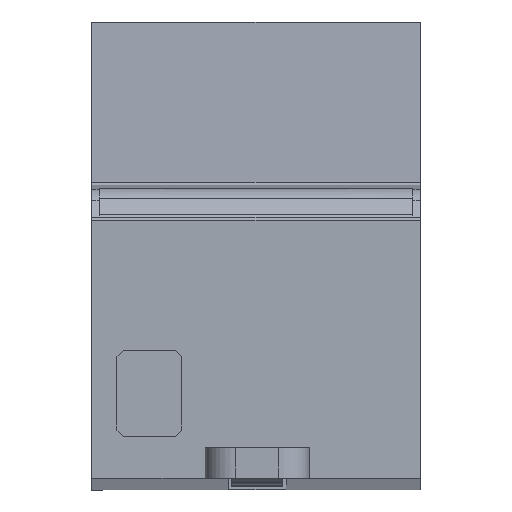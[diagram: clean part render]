
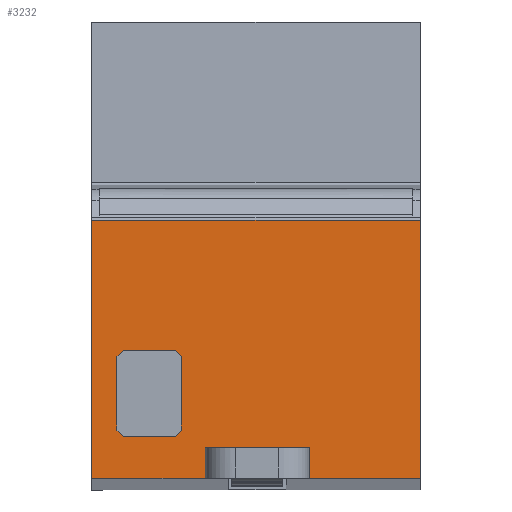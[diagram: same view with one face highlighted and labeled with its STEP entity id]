
A CAD part, front view. The second image highlights one B-rep face of the part: STEP entity #3232.
In plain terms, the highlighted planar face has unit normal (0, -1, 0).
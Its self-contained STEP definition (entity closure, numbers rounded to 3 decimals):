
#3077=AXIS2_PLACEMENT_3D('Plane Axis2P3D',#3074,#3075,#3076) ;
#1215=CARTESIAN_POINT('Vertex',(0.,7.049,1.924)) ;
#1218=CARTESIAN_POINT('Line Origine',(0.,7.049,22.977)) ;
#1222=CARTESIAN_POINT('Vertex',(0.,7.049,44.031)) ;
#1345=CARTESIAN_POINT('Vertex',(53.7,7.049,44.031)) ;
#1348=CARTESIAN_POINT('Line Origine',(53.7,7.049,22.977)) ;
#1352=CARTESIAN_POINT('Vertex',(53.7,7.049,1.924)) ;
#2606=CARTESIAN_POINT('Vertex',(31.227,7.049,6.925)) ;
#2620=CARTESIAN_POINT('Vertex',(22.827,7.049,6.925)) ;
#2623=CARTESIAN_POINT('Line Origine',(21.499,7.049,6.925)) ;
#2627=CARTESIAN_POINT('Vertex',(20.171,7.049,6.925)) ;
#2882=CARTESIAN_POINT('Vertex',(33.974,7.049,6.925)) ;
#2885=CARTESIAN_POINT('Line Origine',(32.6,7.049,6.925)) ;
#3058=CARTESIAN_POINT('Vertex',(22.341,7.049,1.924)) ;
#3061=CARTESIAN_POINT('Line Origine',(11.17,7.049,1.924)) ;
#3074=CARTESIAN_POINT('Axis2P3D Location',(0.,7.049,44.031)) ;
#3079=CARTESIAN_POINT('Line Origine',(32.889,7.049,4.01)) ;
#3083=CARTESIAN_POINT('Vertex',(31.804,7.049,4.01)) ;
#3085=CARTESIAN_POINT('Vertex',(33.974,7.049,4.01)) ;
#3088=CARTESIAN_POINT('Line Origine',(31.804,7.049,2.967)) ;
#3092=CARTESIAN_POINT('Vertex',(31.804,7.049,1.924)) ;
#3095=CARTESIAN_POINT('Line Origine',(42.752,7.049,1.924)) ;
#3100=CARTESIAN_POINT('Line Origine',(26.85,7.049,44.031)) ;
#3105=CARTESIAN_POINT('Line Origine',(22.341,7.049,2.967)) ;
#3109=CARTESIAN_POINT('Vertex',(22.341,7.049,4.01)) ;
#3112=CARTESIAN_POINT('Line Origine',(21.256,7.049,4.01)) ;
#3116=CARTESIAN_POINT('Vertex',(20.171,7.049,4.01)) ;
#3119=CARTESIAN_POINT('Line Origine',(20.171,7.049,5.367)) ;
#3123=CARTESIAN_POINT('Vertex',(20.171,7.049,6.725)) ;
#3126=CARTESIAN_POINT('Line Origine',(20.171,7.049,6.825)) ;
#3131=CARTESIAN_POINT('Line Origine',(27.027,7.049,6.925)) ;
#3136=CARTESIAN_POINT('Line Origine',(33.974,7.049,6.825)) ;
#3140=CARTESIAN_POINT('Vertex',(33.974,7.049,6.725)) ;
#3143=CARTESIAN_POINT('Line Origine',(33.974,7.049,5.367)) ;
#3166=CARTESIAN_POINT('Line Origine',(14.65,7.049,15.794)) ;
#3170=CARTESIAN_POINT('Vertex',(14.65,7.049,9.794)) ;
#3172=CARTESIAN_POINT('Vertex',(14.65,7.049,21.794)) ;
#3175=CARTESIAN_POINT('Line Origine',(14.15,7.049,9.294)) ;
#3179=CARTESIAN_POINT('Vertex',(13.65,7.049,8.794)) ;
#3182=CARTESIAN_POINT('Line Origine',(9.4,7.049,8.794)) ;
#3186=CARTESIAN_POINT('Vertex',(5.15,7.049,8.794)) ;
#3189=CARTESIAN_POINT('Line Origine',(4.65,7.049,9.294)) ;
#3193=CARTESIAN_POINT('Vertex',(4.15,7.049,9.794)) ;
#3196=CARTESIAN_POINT('Line Origine',(4.15,7.049,15.794)) ;
#3200=CARTESIAN_POINT('Vertex',(4.15,7.049,21.794)) ;
#3203=CARTESIAN_POINT('Line Origine',(4.65,7.049,22.294)) ;
#3207=CARTESIAN_POINT('Vertex',(5.15,7.049,22.794)) ;
#3210=CARTESIAN_POINT('Line Origine',(9.4,7.049,22.794)) ;
#3214=CARTESIAN_POINT('Vertex',(13.65,7.049,22.794)) ;
#3217=CARTESIAN_POINT('Line Origine',(14.15,7.049,22.294)) ;
#1219=DIRECTION('Vector Direction',(0.,0.,-1.)) ;
#1349=DIRECTION('Vector Direction',(0.,0.,-1.)) ;
#2624=DIRECTION('Vector Direction',(-1.,0.,0.)) ;
#2886=DIRECTION('Vector Direction',(-1.,0.,0.)) ;
#3062=DIRECTION('Vector Direction',(1.,0.,0.)) ;
#3075=DIRECTION('Axis2P3D Direction',(0.,-1.,0.)) ;
#3076=DIRECTION('Axis2P3D XDirection',(0.,0.,-1.)) ;
#3080=DIRECTION('Vector Direction',(1.,0.,0.)) ;
#3089=DIRECTION('Vector Direction',(0.,0.,1.)) ;
#3096=DIRECTION('Vector Direction',(1.,0.,0.)) ;
#3101=DIRECTION('Vector Direction',(1.,0.,0.)) ;
#3106=DIRECTION('Vector Direction',(0.,0.,1.)) ;
#3113=DIRECTION('Vector Direction',(-1.,0.,0.)) ;
#3120=DIRECTION('Vector Direction',(0.,0.,1.)) ;
#3127=DIRECTION('Vector Direction',(0.,0.,1.)) ;
#3132=DIRECTION('Vector Direction',(-1.,0.,0.)) ;
#3137=DIRECTION('Vector Direction',(0.,0.,-1.)) ;
#3144=DIRECTION('Vector Direction',(0.,0.,-1.)) ;
#3167=DIRECTION('Vector Direction',(0.,0.,1.)) ;
#3176=DIRECTION('Vector Direction',(-0.707,0.,-0.707)) ;
#3183=DIRECTION('Vector Direction',(1.,0.,0.)) ;
#3190=DIRECTION('Vector Direction',(-0.707,0.,0.707)) ;
#3197=DIRECTION('Vector Direction',(0.,0.,-1.)) ;
#3204=DIRECTION('Vector Direction',(0.707,0.,0.707)) ;
#3211=DIRECTION('Vector Direction',(-1.,0.,0.)) ;
#3218=DIRECTION('Vector Direction',(0.707,0.,-0.707)) ;
#1220=VECTOR('Line Direction',#1219,1.) ;
#1350=VECTOR('Line Direction',#1349,1.) ;
#2625=VECTOR('Line Direction',#2624,1.) ;
#2887=VECTOR('Line Direction',#2886,1.) ;
#3063=VECTOR('Line Direction',#3062,1.) ;
#3081=VECTOR('Line Direction',#3080,1.) ;
#3090=VECTOR('Line Direction',#3089,1.) ;
#3097=VECTOR('Line Direction',#3096,1.) ;
#3102=VECTOR('Line Direction',#3101,1.) ;
#3107=VECTOR('Line Direction',#3106,1.) ;
#3114=VECTOR('Line Direction',#3113,1.) ;
#3121=VECTOR('Line Direction',#3120,1.) ;
#3128=VECTOR('Line Direction',#3127,1.) ;
#3133=VECTOR('Line Direction',#3132,1.) ;
#3138=VECTOR('Line Direction',#3137,1.) ;
#3145=VECTOR('Line Direction',#3144,1.) ;
#3168=VECTOR('Line Direction',#3167,1.) ;
#3177=VECTOR('Line Direction',#3176,1.) ;
#3184=VECTOR('Line Direction',#3183,1.) ;
#3191=VECTOR('Line Direction',#3190,1.) ;
#3198=VECTOR('Line Direction',#3197,1.) ;
#3205=VECTOR('Line Direction',#3204,1.) ;
#3212=VECTOR('Line Direction',#3211,1.) ;
#3219=VECTOR('Line Direction',#3218,1.) ;
#3149=ORIENTED_EDGE('',*,*,#3087,.F.) ;
#3150=ORIENTED_EDGE('',*,*,#3094,.F.) ;
#3151=ORIENTED_EDGE('',*,*,#3099,.T.) ;
#3152=ORIENTED_EDGE('',*,*,#1354,.F.) ;
#3153=ORIENTED_EDGE('',*,*,#3104,.F.) ;
#3154=ORIENTED_EDGE('',*,*,#1224,.F.) ;
#3155=ORIENTED_EDGE('',*,*,#3065,.T.) ;
#3156=ORIENTED_EDGE('',*,*,#3111,.F.) ;
#3157=ORIENTED_EDGE('',*,*,#3118,.T.) ;
#3158=ORIENTED_EDGE('',*,*,#3125,.F.) ;
#3159=ORIENTED_EDGE('',*,*,#3130,.F.) ;
#3160=ORIENTED_EDGE('',*,*,#2629,.F.) ;
#3161=ORIENTED_EDGE('',*,*,#3135,.F.) ;
#3162=ORIENTED_EDGE('',*,*,#2889,.F.) ;
#3163=ORIENTED_EDGE('',*,*,#3142,.T.) ;
#3164=ORIENTED_EDGE('',*,*,#3147,.T.) ;
#3223=ORIENTED_EDGE('',*,*,#3174,.F.) ;
#3224=ORIENTED_EDGE('',*,*,#3181,.T.) ;
#3225=ORIENTED_EDGE('',*,*,#3188,.F.) ;
#3226=ORIENTED_EDGE('',*,*,#3195,.T.) ;
#3227=ORIENTED_EDGE('',*,*,#3202,.F.) ;
#3228=ORIENTED_EDGE('',*,*,#3209,.T.) ;
#3229=ORIENTED_EDGE('',*,*,#3216,.F.) ;
#3230=ORIENTED_EDGE('',*,*,#3221,.T.) ;
#3231=FACE_BOUND('',#3222,.T.) ;
#3232=ADVANCED_FACE('VPU',(#3165,#3231),#3078,.T.) ;
#1224=EDGE_CURVE('',#1216,#1223,#1221,.F.) ;
#1354=EDGE_CURVE('',#1346,#1353,#1351,.T.) ;
#2629=EDGE_CURVE('',#2621,#2628,#2626,.T.) ;
#2889=EDGE_CURVE('',#2883,#2607,#2888,.T.) ;
#3065=EDGE_CURVE('',#1216,#3059,#3064,.T.) ;
#3087=EDGE_CURVE('',#3084,#3086,#3082,.T.) ;
#3094=EDGE_CURVE('',#3093,#3084,#3091,.T.) ;
#3099=EDGE_CURVE('',#3093,#1353,#3098,.T.) ;
#3104=EDGE_CURVE('',#1223,#1346,#3103,.T.) ;
#3111=EDGE_CURVE('',#3110,#3059,#3108,.F.) ;
#3118=EDGE_CURVE('',#3110,#3117,#3115,.T.) ;
#3125=EDGE_CURVE('',#3124,#3117,#3122,.F.) ;
#3130=EDGE_CURVE('',#2628,#3124,#3129,.F.) ;
#3135=EDGE_CURVE('',#2607,#2621,#3134,.T.) ;
#3142=EDGE_CURVE('',#2883,#3141,#3139,.T.) ;
#3147=EDGE_CURVE('',#3141,#3086,#3146,.T.) ;
#3174=EDGE_CURVE('',#3171,#3173,#3169,.T.) ;
#3181=EDGE_CURVE('',#3171,#3180,#3178,.T.) ;
#3188=EDGE_CURVE('',#3187,#3180,#3185,.T.) ;
#3195=EDGE_CURVE('',#3187,#3194,#3192,.T.) ;
#3202=EDGE_CURVE('',#3201,#3194,#3199,.T.) ;
#3209=EDGE_CURVE('',#3201,#3208,#3206,.T.) ;
#3216=EDGE_CURVE('',#3215,#3208,#3213,.T.) ;
#3221=EDGE_CURVE('',#3215,#3173,#3220,.T.) ;
#3148=EDGE_LOOP('',(#3149,#3150,#3151,#3152,#3153,#3154,#3155,#3156,#3157,#3158,#3159,#3160,#3161,#3162,#3163,#3164)) ;
#3222=EDGE_LOOP('',(#3223,#3224,#3225,#3226,#3227,#3228,#3229,#3230)) ;
#3165=FACE_OUTER_BOUND('',#3148,.T.) ;
#1221=LINE('Line',#1218,#1220) ;
#1351=LINE('Line',#1348,#1350) ;
#2626=LINE('Line',#2623,#2625) ;
#2888=LINE('Line',#2885,#2887) ;
#3064=LINE('Line',#3061,#3063) ;
#3082=LINE('Line',#3079,#3081) ;
#3091=LINE('Line',#3088,#3090) ;
#3098=LINE('Line',#3095,#3097) ;
#3103=LINE('Line',#3100,#3102) ;
#3108=LINE('Line',#3105,#3107) ;
#3115=LINE('Line',#3112,#3114) ;
#3122=LINE('Line',#3119,#3121) ;
#3129=LINE('Line',#3126,#3128) ;
#3134=LINE('Line',#3131,#3133) ;
#3139=LINE('Line',#3136,#3138) ;
#3146=LINE('Line',#3143,#3145) ;
#3169=LINE('Line',#3166,#3168) ;
#3178=LINE('Line',#3175,#3177) ;
#3185=LINE('Line',#3182,#3184) ;
#3192=LINE('Line',#3189,#3191) ;
#3199=LINE('Line',#3196,#3198) ;
#3206=LINE('Line',#3203,#3205) ;
#3213=LINE('Line',#3210,#3212) ;
#3220=LINE('Line',#3217,#3219) ;
#3078=PLANE('',#3077) ;
#1216=VERTEX_POINT('',#1215) ;
#1223=VERTEX_POINT('',#1222) ;
#1346=VERTEX_POINT('',#1345) ;
#1353=VERTEX_POINT('',#1352) ;
#2607=VERTEX_POINT('',#2606) ;
#2621=VERTEX_POINT('',#2620) ;
#2628=VERTEX_POINT('',#2627) ;
#2883=VERTEX_POINT('',#2882) ;
#3059=VERTEX_POINT('',#3058) ;
#3084=VERTEX_POINT('',#3083) ;
#3086=VERTEX_POINT('',#3085) ;
#3093=VERTEX_POINT('',#3092) ;
#3110=VERTEX_POINT('',#3109) ;
#3117=VERTEX_POINT('',#3116) ;
#3124=VERTEX_POINT('',#3123) ;
#3141=VERTEX_POINT('',#3140) ;
#3171=VERTEX_POINT('',#3170) ;
#3173=VERTEX_POINT('',#3172) ;
#3180=VERTEX_POINT('',#3179) ;
#3187=VERTEX_POINT('',#3186) ;
#3194=VERTEX_POINT('',#3193) ;
#3201=VERTEX_POINT('',#3200) ;
#3208=VERTEX_POINT('',#3207) ;
#3215=VERTEX_POINT('',#3214) ;
